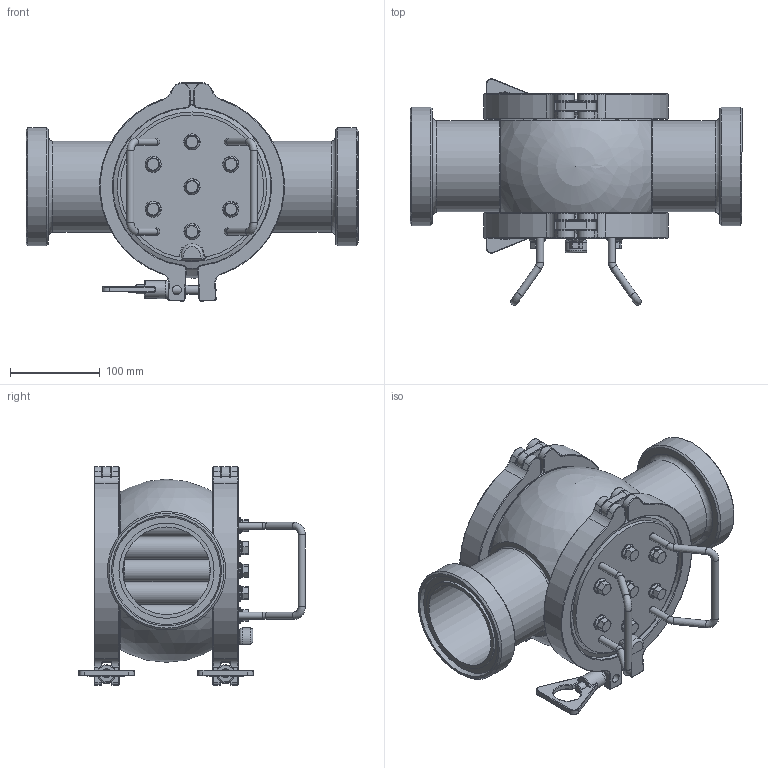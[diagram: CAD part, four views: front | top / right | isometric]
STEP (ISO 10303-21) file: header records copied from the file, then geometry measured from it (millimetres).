
FILE_DESCRIPTION(/* description */ (''),/* implementation_level */ '2;1');
FILE_NAME(/* name */ 'E0111344.stp',/* time_stamp */ '2024-02-20T15:44:21+01:00',/* author */ ('avd'),/* organization */ (''),/* preprocessor_version */ 'ST-DEVELOPER v18.1',/* originating_system */ 'Autodesk Inventor 2021',/* authorisation */ '');
FILE_SCHEMA (('CONFIG_CONTROL_DESIGN'));
Length unit declared in the file: millimetre
Products named in the file (1): Part2
Bounding box: 370 x 252.67 x 243.3 mm (x, y, z)
Volume: 2624475.7 mm3; surface area: 715208.6 mm2
Topology: 4 solids, 14 shells, 1360 faces, 3173 edges, 1858 vertices
Faces by surface type: cylinder 454, plane 301, torus 259, bspline 206, cone 128, sphere 12
Full cylindrical faces by diameter (mm): 0.01 x8, 4.134 x1, 5 x1, 8 x17, 8.1 x4, 8.2 x7, 9 x7, 10 x16, 13.7 x6, 14 x1, 16.9 x7, 18 x7, 20 x2, 24 x7, 24.8 x6, 25 x14, 97.6 x2, 101.6 x2, 106 x2, 132 x2, 156.07 x2, 156.8 x2, 161.2 x2, 167 x1, 168 x2, 183 x2
Entity records: 47161 total; most frequent: CARTESIAN_POINT 15883, DIRECTION 6318, ORIENTED_EDGE 6220, EDGE_CURVE 3110, AXIS2_PLACEMENT_3D 2736, VERTEX_POINT 1858, CIRCLE 1541, EDGE_LOOP 1490
